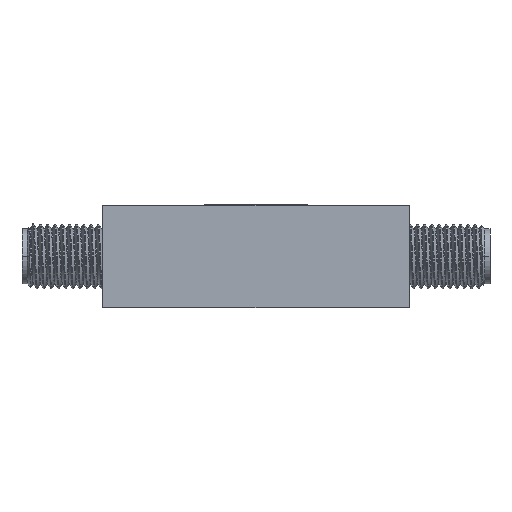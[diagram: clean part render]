
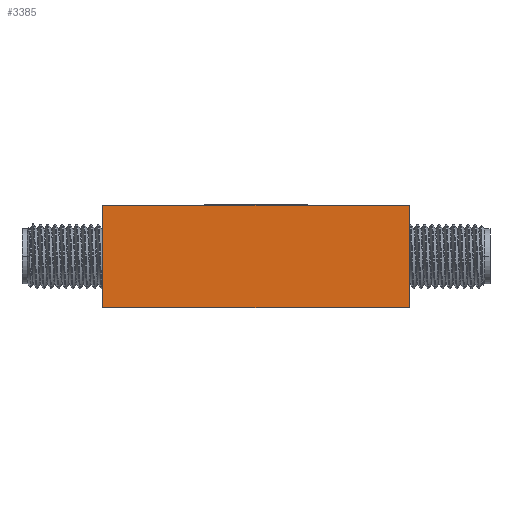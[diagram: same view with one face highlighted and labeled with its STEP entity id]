
A CAD part, left-side view. The second image highlights one B-rep face of the part: STEP entity #3385.
In plain terms, the highlighted planar face has unit normal (-1, 0, 0).
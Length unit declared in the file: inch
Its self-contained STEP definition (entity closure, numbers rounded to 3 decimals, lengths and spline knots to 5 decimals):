
#328 = LINE ( 'NONE', #7597, #8775 ) ;
#396 = LINE ( 'NONE', #14247, #4050 ) ;
#661 = FACE_OUTER_BOUND ( 'NONE', #21360, .T. ) ;
#1907 = CARTESIAN_POINT ( 'NONE',  ( -0.47244, 0.59055, 0.19685 ) ) ;
#3293 = AXIS2_PLACEMENT_3D ( 'NONE', #13126, #14720, #9487 ) ;
#3385 = ADVANCED_FACE ( 'NONE', ( #661 ), #11100, .F. ) ;
#4050 = VECTOR ( 'NONE', #21182, 39.37008 ) ;
#5399 = VERTEX_POINT ( 'NONE', #15467 ) ;
#5886 = EDGE_CURVE ( 'NONE', #5399, #6029, #328, .T. ) ;
#6029 = VERTEX_POINT ( 'NONE', #9510 ) ;
#7445 = ORIENTED_EDGE ( 'NONE', *, *, #16595, .F. ) ;
#7597 = CARTESIAN_POINT ( 'NONE',  ( -0.47244, -0.59055, -0.19685 ) ) ;
#8401 = CARTESIAN_POINT ( 'NONE',  ( -0.47244, -0.59055, 0.19685 ) ) ;
#8775 = VECTOR ( 'NONE', #12822, 39.37008 ) ;
#9487 = DIRECTION ( 'NONE',  ( 0., 0., -1. ) ) ;
#9510 = CARTESIAN_POINT ( 'NONE',  ( -0.47244, -0.59055, -0.19685 ) ) ;
#10093 = LINE ( 'NONE', #8401, #10960 ) ;
#10960 = VECTOR ( 'NONE', #20110, 39.37008 ) ;
#10983 = ORIENTED_EDGE ( 'NONE', *, *, #18743, .F. ) ;
#11100 = PLANE ( 'NONE',  #3293 ) ;
#12292 = CARTESIAN_POINT ( 'NONE',  ( -0.47244, -0.59055, 0.19685 ) ) ;
#12321 = CARTESIAN_POINT ( 'NONE',  ( -0.47244, -0.59055, 0.19685 ) ) ;
#12822 = DIRECTION ( 'NONE',  ( 0., -1., 0. ) ) ;
#13126 = CARTESIAN_POINT ( 'NONE',  ( -0.47244, -0.59055, 0.19685 ) ) ;
#13466 = ORIENTED_EDGE ( 'NONE', *, *, #5886, .T. ) ;
#13781 = VECTOR ( 'NONE', #19125, 39.37008 ) ;
#14108 = LINE ( 'NONE', #12292, #13781 ) ;
#14247 = CARTESIAN_POINT ( 'NONE',  ( -0.47244, 0.59055, 0.19685 ) ) ;
#14720 = DIRECTION ( 'NONE',  ( 1., 0., 0. ) ) ;
#14876 = ORIENTED_EDGE ( 'NONE', *, *, #17443, .T. ) ;
#15467 = CARTESIAN_POINT ( 'NONE',  ( -0.47244, 0.59055, -0.19685 ) ) ;
#16595 = EDGE_CURVE ( 'NONE', #21974, #6029, #14108, .T. ) ;
#17443 = EDGE_CURVE ( 'NONE', #20228, #5399, #396, .T. ) ;
#18743 = EDGE_CURVE ( 'NONE', #20228, #21974, #10093, .T. ) ;
#19125 = DIRECTION ( 'NONE',  ( 0., 0., -1. ) ) ;
#20110 = DIRECTION ( 'NONE',  ( 0., -1., 0. ) ) ;
#20228 = VERTEX_POINT ( 'NONE', #1907 ) ;
#21182 = DIRECTION ( 'NONE',  ( 0., 0., -1. ) ) ;
#21360 = EDGE_LOOP ( 'NONE', ( #13466, #7445, #10983, #14876 ) ) ;
#21974 = VERTEX_POINT ( 'NONE', #12321 ) ;
